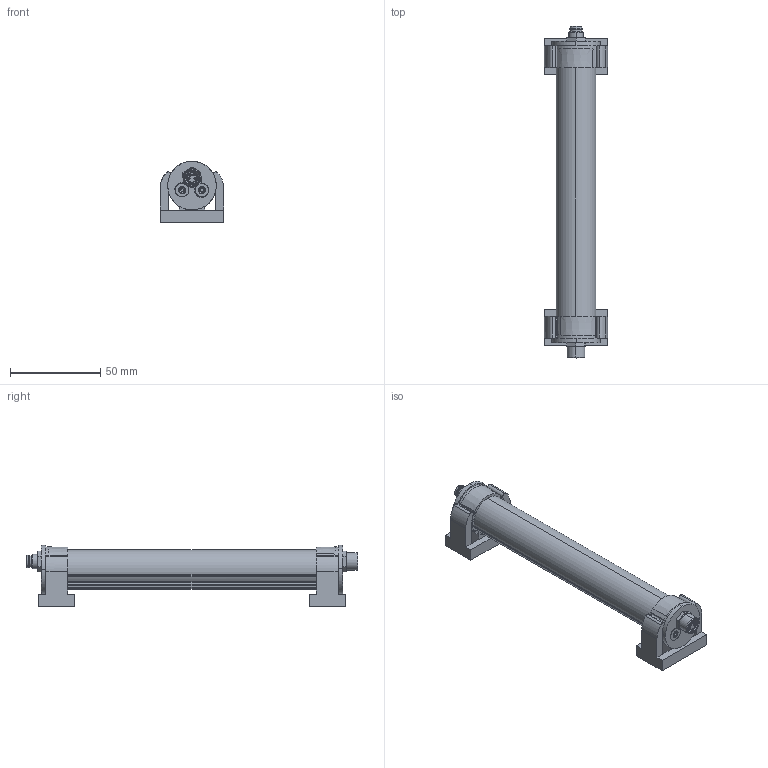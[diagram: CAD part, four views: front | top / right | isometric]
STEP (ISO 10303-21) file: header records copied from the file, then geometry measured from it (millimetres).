
FILE_DESCRIPTION(('CATIA V5 STEP Exchange','CAx-IF Rec.Pracs.--- Model Styling and Organization---1.4--- 2014-01-23'),'2;1');
FILE_NAME ('1483045-1_0', '2022-11-08T08:44:30+00:00', ('none'), ('Weidmueller'), 'CATIA Version 5-6 Release 2016 SP3 HF44', 'CATIA V5 STEP AP214', 'none');
FILE_SCHEMA(('AUTOMOTIVE_DESIGN { 1 0 10303 214 1 1 1 1 }'));
Length unit declared in the file: millimetre
Products named in the file (1): 2899690000
Bounding box: 35 x 184.04 x 34.07 mm (x, y, z)
Volume: 76825.7 mm3; surface area: 25899.2 mm2
Topology: 5 solids, 5 shells, 690 faces, 2084 edges, 1389 vertices
Faces by surface type: cylinder 264, cone 189, plane 173, bspline 36, sphere 16, torus 12
Entity records: 27456 total; most frequent: CARTESIAN_POINT 10707, ORIENTED_EDGE 4120, DIRECTION 2478, EDGE_CURVE 2060, VERTEX_POINT 1389, AXIS2_PLACEMENT_3D 1174, B_SPLINE_CURVE_WITH_KNOTS 809, EDGE_LOOP 725
